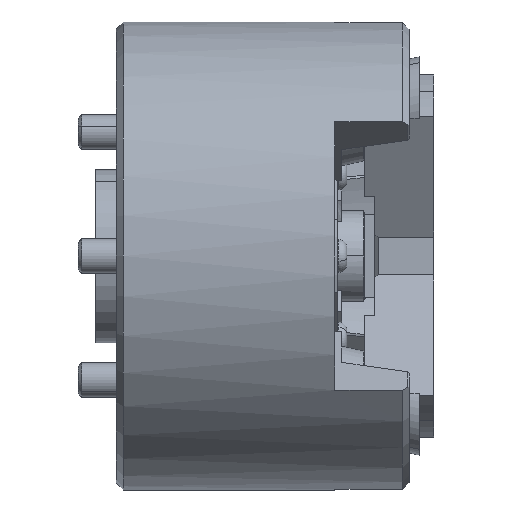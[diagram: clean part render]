
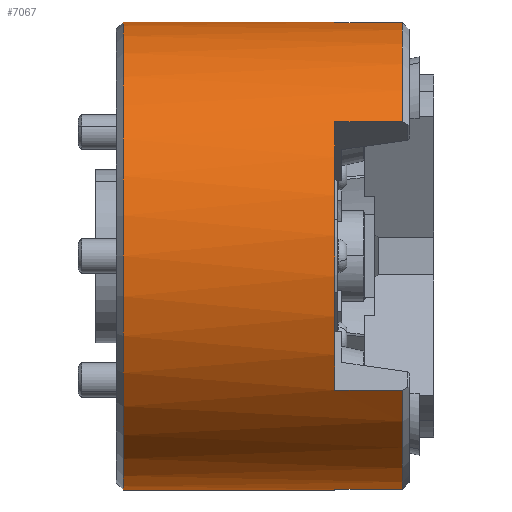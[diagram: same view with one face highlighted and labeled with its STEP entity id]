
A CAD part, front view. The second image highlights one B-rep face of the part: STEP entity #7067.
In plain terms, the highlighted cylindrical face has radius 67.5 mm (diameter 135 mm), a partial arc.
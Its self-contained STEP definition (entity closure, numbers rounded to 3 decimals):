
#45 = ORIENTED_EDGE ( 'NONE', *, *, #7070, .F. ) ;
#55 = CARTESIAN_POINT ( 'NONE',  ( 63., 0., 0. ) ) ;
#126 = DIRECTION ( 'NONE',  ( 0., 0., 1. ) ) ;
#330 = ORIENTED_EDGE ( 'NONE', *, *, #2736, .F. ) ;
#534 = DIRECTION ( 'NONE',  ( 1., 0., 0. ) ) ;
#543 = VERTEX_POINT ( 'NONE', #6355 ) ;
#586 = CARTESIAN_POINT ( 'NONE',  ( 2., 0., 67.5 ) ) ;
#599 = VERTEX_POINT ( 'NONE', #3756 ) ;
#720 = DIRECTION ( 'NONE',  ( -1., 0., 0. ) ) ;
#729 = DIRECTION ( 'NONE',  ( 0., 0., 1. ) ) ;
#794 = EDGE_CURVE ( 'NONE', #2081, #4026, #7269, .T. ) ;
#936 = DIRECTION ( 'NONE',  ( 1., 0., 0. ) ) ;
#1040 = LINE ( 'NONE', #8535, #3096 ) ;
#1166 = ORIENTED_EDGE ( 'NONE', *, *, #794, .T. ) ;
#1189 = VERTEX_POINT ( 'NONE', #5713 ) ;
#1346 = ORIENTED_EDGE ( 'NONE', *, *, #4709, .T. ) ;
#1516 = AXIS2_PLACEMENT_3D ( 'NONE', #55, #1612, #4741 ) ;
#1591 = ORIENTED_EDGE ( 'NONE', *, *, #6234, .F. ) ;
#1612 = DIRECTION ( 'NONE',  ( 1., 0., 0. ) ) ;
#1688 = CARTESIAN_POINT ( 'NONE',  ( 2., 0., 0. ) ) ;
#1733 = CIRCLE ( 'NONE', #1516, 67.5 ) ;
#1761 = CIRCLE ( 'NONE', #3223, 67.5 ) ;
#2081 = VERTEX_POINT ( 'NONE', #9057 ) ;
#2143 = VERTEX_POINT ( 'NONE', #3658 ) ;
#2246 = DIRECTION ( 'NONE',  ( 0., 0., -1. ) ) ;
#2421 = AXIS2_PLACEMENT_3D ( 'NONE', #2481, #5735, #3269 ) ;
#2462 = CIRCLE ( 'NONE', #9977, 67.5 ) ;
#2481 = CARTESIAN_POINT ( 'NONE',  ( 82.5, 0., 0. ) ) ;
#2736 = EDGE_CURVE ( 'NONE', #2081, #543, #1733, .T. ) ;
#2762 = DIRECTION ( 'NONE',  ( 0., 0., -1. ) ) ;
#2797 = VECTOR ( 'NONE', #534, 1000. ) ;
#2967 = ORIENTED_EDGE ( 'NONE', *, *, #8122, .F. ) ;
#2969 = DIRECTION ( 'NONE',  ( -1., 0., 0. ) ) ;
#3096 = VECTOR ( 'NONE', #936, 1000. ) ;
#3156 = ORIENTED_EDGE ( 'NONE', *, *, #4563, .F. ) ;
#3193 = CARTESIAN_POINT ( 'NONE',  ( 82.5, -5.883, -67.243 ) ) ;
#3223 = AXIS2_PLACEMENT_3D ( 'NONE', #4589, #2969, #729 ) ;
#3269 = DIRECTION ( 'NONE',  ( 0., 0., 1. ) ) ;
#3313 = CYLINDRICAL_SURFACE ( 'NONE', #9440, 67.5 ) ;
#3626 = EDGE_CURVE ( 'NONE', #5689, #8193, #8418, .T. ) ;
#3658 = CARTESIAN_POINT ( 'NONE',  ( 63., 0., 67.5 ) ) ;
#3756 = CARTESIAN_POINT ( 'NONE',  ( 63., -5.883, 67.243 ) ) ;
#3946 = DIRECTION ( 'NONE',  ( 1., 0., 0. ) ) ;
#4004 = VECTOR ( 'NONE', #7504, 1000. ) ;
#4026 = VERTEX_POINT ( 'NONE', #3193 ) ;
#4085 = ORIENTED_EDGE ( 'NONE', *, *, #8845, .T. ) ;
#4275 = VERTEX_POINT ( 'NONE', #8738 ) ;
#4294 = CARTESIAN_POINT ( 'NONE',  ( 63., -55.293, -38.716 ) ) ;
#4296 = FACE_OUTER_BOUND ( 'NONE', #5936, .T. ) ;
#4489 = CARTESIAN_POINT ( 'NONE',  ( 82.5, -5.883, 67.243 ) ) ;
#4563 = EDGE_CURVE ( 'NONE', #2143, #599, #7194, .T. ) ;
#4589 = CARTESIAN_POINT ( 'NONE',  ( 82.5, 0., 0. ) ) ;
#4669 = CARTESIAN_POINT ( 'NONE',  ( 63., -5.883, -67.243 ) ) ;
#4709 = EDGE_CURVE ( 'NONE', #1189, #4782, #7062, .T. ) ;
#4741 = DIRECTION ( 'NONE',  ( 0., 0., -1. ) ) ;
#4782 = VERTEX_POINT ( 'NONE', #4489 ) ;
#4826 = DIRECTION ( 'NONE',  ( -1., 0., 0. ) ) ;
#5038 = DIRECTION ( 'NONE',  ( 1., 0., 0. ) ) ;
#5194 = VERTEX_POINT ( 'NONE', #586 ) ;
#5369 = VERTEX_POINT ( 'NONE', #9652 ) ;
#5541 = LINE ( 'NONE', #9388, #9967 ) ;
#5689 = VERTEX_POINT ( 'NONE', #6272 ) ;
#5713 = CARTESIAN_POINT ( 'NONE',  ( 82.5, -55.293, 38.716 ) ) ;
#5735 = DIRECTION ( 'NONE',  ( -1., 0., 0. ) ) ;
#5769 = ORIENTED_EDGE ( 'NONE', *, *, #9014, .F. ) ;
#5783 = ORIENTED_EDGE ( 'NONE', *, *, #3626, .F. ) ;
#5936 = EDGE_LOOP ( 'NONE', ( #1591, #330, #1166, #4085, #5769, #5783, #6116, #1346, #2967, #3156, #7039, #45 ) ) ;
#5968 = VECTOR ( 'NONE', #5038, 1000. ) ;
#6116 = ORIENTED_EDGE ( 'NONE', *, *, #6153, .T. ) ;
#6125 = AXIS2_PLACEMENT_3D ( 'NONE', #8672, #3946, #2762 ) ;
#6153 = EDGE_CURVE ( 'NONE', #5689, #1189, #8580, .T. ) ;
#6211 = LINE ( 'NONE', #9736, #5968 ) ;
#6234 = EDGE_CURVE ( 'NONE', #543, #5369, #7223, .T. ) ;
#6272 = CARTESIAN_POINT ( 'NONE',  ( 63., -55.293, 38.716 ) ) ;
#6355 = CARTESIAN_POINT ( 'NONE',  ( 63., 0., -67.5 ) ) ;
#6777 = CARTESIAN_POINT ( 'NONE',  ( 0., 0., -67.5 ) ) ;
#6812 = CARTESIAN_POINT ( 'NONE',  ( 63., -55.293, 38.716 ) ) ;
#6890 = CARTESIAN_POINT ( 'NONE',  ( 63., 0., 0. ) ) ;
#7039 = ORIENTED_EDGE ( 'NONE', *, *, #9234, .T. ) ;
#7046 = AXIS2_PLACEMENT_3D ( 'NONE', #6890, #9315, #2246 ) ;
#7062 = CIRCLE ( 'NONE', #2421, 67.5 ) ;
#7067 = ADVANCED_FACE ( 'NONE', ( #4296 ), #3313, .T. ) ;
#7070 = EDGE_CURVE ( 'NONE', #5369, #5194, #2462, .T. ) ;
#7194 = CIRCLE ( 'NONE', #6125, 67.5 ) ;
#7223 = LINE ( 'NONE', #6777, #4004 ) ;
#7269 = LINE ( 'NONE', #4669, #8996 ) ;
#7504 = DIRECTION ( 'NONE',  ( -1., 0., 0. ) ) ;
#8122 = EDGE_CURVE ( 'NONE', #599, #4782, #6211, .T. ) ;
#8193 = VERTEX_POINT ( 'NONE', #4294 ) ;
#8418 = CIRCLE ( 'NONE', #7046, 67.5 ) ;
#8535 = CARTESIAN_POINT ( 'NONE',  ( 63., -55.293, -38.716 ) ) ;
#8580 = LINE ( 'NONE', #6812, #2797 ) ;
#8672 = CARTESIAN_POINT ( 'NONE',  ( 63., 0., 0. ) ) ;
#8738 = CARTESIAN_POINT ( 'NONE',  ( 82.5, -55.293, -38.716 ) ) ;
#8777 = DIRECTION ( 'NONE',  ( -1., 0., 0. ) ) ;
#8810 = CARTESIAN_POINT ( 'NONE',  ( 0., 0., 0. ) ) ;
#8845 = EDGE_CURVE ( 'NONE', #4026, #4275, #1761, .T. ) ;
#8996 = VECTOR ( 'NONE', #9522, 1000. ) ;
#9014 = EDGE_CURVE ( 'NONE', #8193, #4275, #1040, .T. ) ;
#9057 = CARTESIAN_POINT ( 'NONE',  ( 63., -5.883, -67.243 ) ) ;
#9234 = EDGE_CURVE ( 'NONE', #2143, #5194, #5541, .T. ) ;
#9315 = DIRECTION ( 'NONE',  ( 1., 0., 0. ) ) ;
#9388 = CARTESIAN_POINT ( 'NONE',  ( 0., 0., 67.5 ) ) ;
#9440 = AXIS2_PLACEMENT_3D ( 'NONE', #8810, #8777, #9580 ) ;
#9522 = DIRECTION ( 'NONE',  ( 1., 0., 0. ) ) ;
#9580 = DIRECTION ( 'NONE',  ( 0., 0., 1. ) ) ;
#9652 = CARTESIAN_POINT ( 'NONE',  ( 2., 0., -67.5 ) ) ;
#9736 = CARTESIAN_POINT ( 'NONE',  ( 63., -5.883, 67.243 ) ) ;
#9967 = VECTOR ( 'NONE', #720, 1000. ) ;
#9977 = AXIS2_PLACEMENT_3D ( 'NONE', #1688, #4826, #126 ) ;
